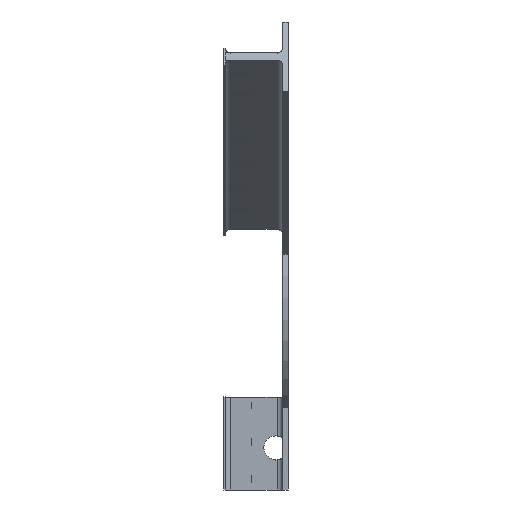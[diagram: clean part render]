
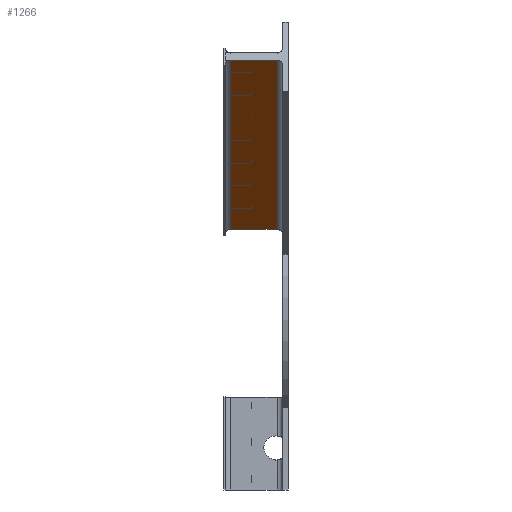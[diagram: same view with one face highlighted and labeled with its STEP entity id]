
A CAD part, left-side view. The second image highlights one B-rep face of the part: STEP entity #1266.
In plain terms, the highlighted planar face has unit normal (-0.574, 0, -0.819).
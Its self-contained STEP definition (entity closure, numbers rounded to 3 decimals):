
#210 = DIRECTION ( 'NONE',  ( 0.819, 0., -0.574 ) ) ;
#211 = EDGE_CURVE ( 'NONE', #2748, #269, #1438, .T. ) ;
#269 = VERTEX_POINT ( 'NONE', #4830 ) ;
#412 = CARTESIAN_POINT ( 'NONE',  ( -121.116, 22.5, 82.853 ) ) ;
#414 = CARTESIAN_POINT ( 'NONE',  ( -121.116, 22.5, 82.853 ) ) ;
#431 = EDGE_CURVE ( 'NONE', #3033, #269, #3950, .T. ) ;
#482 = EDGE_CURVE ( 'NONE', #2845, #2748, #1383, .T. ) ;
#678 = DIRECTION ( 'NONE',  ( -0.819, 0., 0.574 ) ) ;
#840 = EDGE_CURVE ( 'NONE', #1995, #3033, #2538, .T. ) ;
#1035 = EDGE_CURVE ( 'NONE', #4972, #2845, #1914, .T. ) ;
#1266 = ADVANCED_FACE ( 'NONE', ( #3878 ), #4407, .F. ) ;
#1381 = ORIENTED_EDGE ( 'NONE', *, *, #1035, .T. ) ;
#1383 = LINE ( 'NONE', #2088, #4785 ) ;
#1438 = LINE ( 'NONE', #3647, #1490 ) ;
#1490 = VECTOR ( 'NONE', #2106, 1000. ) ;
#1815 = CARTESIAN_POINT ( 'NONE',  ( -121.116, 22.5, 82.853 ) ) ;
#1914 = LINE ( 'NONE', #4661, #3480 ) ;
#1981 = ORIENTED_EDGE ( 'NONE', *, *, #211, .T. ) ;
#1990 = VECTOR ( 'NONE', #2405, 1000. ) ;
#1995 = VERTEX_POINT ( 'NONE', #4378 ) ;
#2007 = ORIENTED_EDGE ( 'NONE', *, *, #482, .T. ) ;
#2088 = CARTESIAN_POINT ( 'NONE',  ( -35.195, 22.5, 22.69 ) ) ;
#2106 = DIRECTION ( 'NONE',  ( -0.819, 0., 0.574 ) ) ;
#2210 = DIRECTION ( 'NONE',  ( 0.574, 0., 0.819 ) ) ;
#2405 = DIRECTION ( 'NONE',  ( 0., -1., 0. ) ) ;
#2485 = DIRECTION ( 'NONE',  ( 0., -1., 0. ) ) ;
#2538 = LINE ( 'NONE', #1815, #3016 ) ;
#2557 = DIRECTION ( 'NONE',  ( 0., -1., 0. ) ) ;
#2584 = CARTESIAN_POINT ( 'NONE',  ( -121.116, 22.5, 82.853 ) ) ;
#2748 = VERTEX_POINT ( 'NONE', #3954 ) ;
#2815 = EDGE_CURVE ( 'NONE', #1995, #4972, #3718, .T. ) ;
#2845 = VERTEX_POINT ( 'NONE', #3687 ) ;
#2959 = EDGE_LOOP ( 'NONE', ( #3427, #3724, #1381, #2007, #1981, #3546 ) ) ;
#3016 = VECTOR ( 'NONE', #678, 1000. ) ;
#3033 = VERTEX_POINT ( 'NONE', #414 ) ;
#3295 = VECTOR ( 'NONE', #2557, 1000. ) ;
#3427 = ORIENTED_EDGE ( 'NONE', *, *, #840, .F. ) ;
#3480 = VECTOR ( 'NONE', #4329, 1000. ) ;
#3546 = ORIENTED_EDGE ( 'NONE', *, *, #431, .F. ) ;
#3641 = AXIS2_PLACEMENT_3D ( 'NONE', #2584, #2210, #210 ) ;
#3647 = CARTESIAN_POINT ( 'NONE',  ( -121.116, 4., 82.853 ) ) ;
#3687 = CARTESIAN_POINT ( 'NONE',  ( -35.195, 20.5, 22.69 ) ) ;
#3718 = LINE ( 'NONE', #4832, #3295 ) ;
#3724 = ORIENTED_EDGE ( 'NONE', *, *, #2815, .T. ) ;
#3878 = FACE_OUTER_BOUND ( 'NONE', #2959, .T. ) ;
#3950 = LINE ( 'NONE', #412, #1990 ) ;
#3954 = CARTESIAN_POINT ( 'NONE',  ( -35.195, 4., 22.69 ) ) ;
#4329 = DIRECTION ( 'NONE',  ( 0.819, 0., -0.574 ) ) ;
#4378 = CARTESIAN_POINT ( 'NONE',  ( -121.089, 22.5, 82.834 ) ) ;
#4407 = PLANE ( 'NONE',  #3641 ) ;
#4576 = CARTESIAN_POINT ( 'NONE',  ( -121.089, 20.5, 82.834 ) ) ;
#4661 = CARTESIAN_POINT ( 'NONE',  ( -35.195, 20.5, 22.69 ) ) ;
#4785 = VECTOR ( 'NONE', #2485, 1000. ) ;
#4830 = CARTESIAN_POINT ( 'NONE',  ( -121.116, 4., 82.853 ) ) ;
#4832 = CARTESIAN_POINT ( 'NONE',  ( -121.089, 23., 82.834 ) ) ;
#4972 = VERTEX_POINT ( 'NONE', #4576 ) ;
